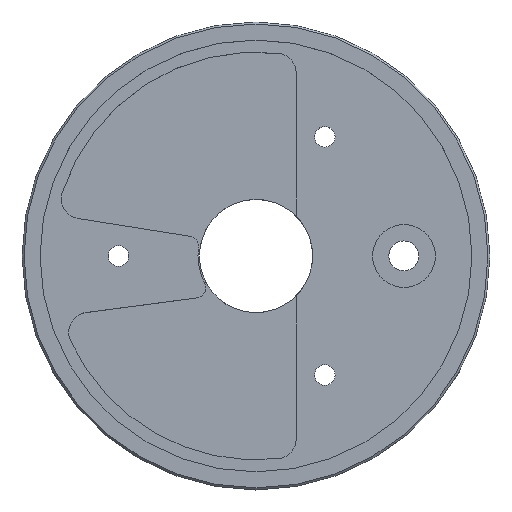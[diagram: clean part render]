
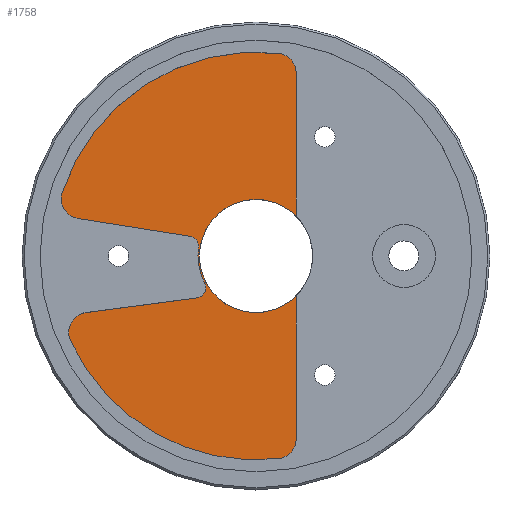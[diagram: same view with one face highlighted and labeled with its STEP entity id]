
A CAD part, top view. The second image highlights one B-rep face of the part: STEP entity #1758.
In plain terms, the highlighted planar face has unit normal (0, 0, 1).
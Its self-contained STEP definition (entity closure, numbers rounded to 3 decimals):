
#19 = VECTOR ( 'NONE', #144, 1000. ) ;
#20 = CARTESIAN_POINT ( 'NONE',  ( -19.664, 1.667, -4.4 ) ) ;
#26 = CARTESIAN_POINT ( 'NONE',  ( -21.895, 21.895, -4.4 ) ) ;
#34 = DIRECTION ( 'NONE',  ( 1., 0., 0. ) ) ;
#53 = DIRECTION ( 'NONE',  ( 0., 0., 1. ) ) ;
#62 = VERTEX_POINT ( 'NONE', #1867 ) ;
#71 = ORIENTED_EDGE ( 'NONE', *, *, #1514, .F. ) ;
#91 = CARTESIAN_POINT ( 'NONE',  ( -27.685, 21.895, -4.4 ) ) ;
#92 = FACE_OUTER_BOUND ( 'NONE', #857, .T. ) ;
#95 = CARTESIAN_POINT ( 'NONE',  ( -17.883, 3.655, -4.4 ) ) ;
#102 = DIRECTION ( 'NONE',  ( 1., 0., 0. ) ) ;
#129 = CARTESIAN_POINT ( 'NONE',  ( -21.895, 21.895, -4.4 ) ) ;
#144 = DIRECTION ( 'NONE',  ( -0.988, 0.157, 0. ) ) ;
#148 = AXIS2_PLACEMENT_3D ( 'NONE', #1525, #758, #1379 ) ;
#149 = CARTESIAN_POINT ( 'NONE',  ( -17.883, 40.135, -4.4 ) ) ;
#160 = AXIS2_PLACEMENT_3D ( 'NONE', #26, #498, #1120 ) ;
#176 = ORIENTED_EDGE ( 'NONE', *, *, #681, .F. ) ;
#179 = CARTESIAN_POINT ( 'NONE',  ( -38.849, 16.253, -4.4 ) ) ;
#181 = AXIS2_PLACEMENT_3D ( 'NONE', #1654, #909, #563 ) ;
#198 = CARTESIAN_POINT ( 'NONE',  ( -17.883, 25.873, -4.4 ) ) ;
#210 = DIRECTION ( 'NONE',  ( 0., 0., 1. ) ) ;
#223 = DIRECTION ( 'NONE',  ( 0.991, 0.131, 0. ) ) ;
#266 = CARTESIAN_POINT ( 'NONE',  ( -17.883, 17.917, -4.4 ) ) ;
#283 = VERTEX_POINT ( 'NONE', #149 ) ;
#292 = EDGE_CURVE ( 'NONE', #754, #1793, #1141, .T. ) ;
#326 = ORIENTED_EDGE ( 'NONE', *, *, #817, .T. ) ;
#335 = CIRCLE ( 'NONE', #1945, 20.351 ) ;
#365 = CARTESIAN_POINT ( 'NONE',  ( -27.761, 17.719, -4.4 ) ) ;
#368 = CIRCLE ( 'NONE', #670, 5.79 ) ;
#392 = VECTOR ( 'NONE', #1129, 1000. ) ;
#403 = DIRECTION ( 'NONE',  ( 1., 0., 0. ) ) ;
#426 = EDGE_CURVE ( 'NONE', #997, #1631, #1463, .T. ) ;
#431 = CARTESIAN_POINT ( 'NONE',  ( -21.895, 21.895, -4.4 ) ) ;
#450 = VERTEX_POINT ( 'NONE', #962 ) ;
#469 = LINE ( 'NONE', #1236, #19 ) ;
#481 = ORIENTED_EDGE ( 'NONE', *, *, #964, .T. ) ;
#482 = VERTEX_POINT ( 'NONE', #973 ) ;
#498 = DIRECTION ( 'NONE',  ( 0., 0., 1. ) ) ;
#517 = VERTEX_POINT ( 'NONE', #91 ) ;
#563 = DIRECTION ( 'NONE',  ( 1., 0., 0. ) ) ;
#564 = DIRECTION ( 'NONE',  ( 0., 0., 1. ) ) ;
#568 = PLANE ( 'NONE',  #1790 ) ;
#585 = VECTOR ( 'NONE', #223, 1000. ) ;
#609 = CIRCLE ( 'NONE', #1355, 1. ) ;
#612 = DIRECTION ( 'NONE',  ( 0., 0., -1. ) ) ;
#639 = CARTESIAN_POINT ( 'NONE',  ( -41.236, 28.227, -4.4 ) ) ;
#643 = CIRCLE ( 'NONE', #160, 20.351 ) ;
#646 = ORIENTED_EDGE ( 'NONE', *, *, #1885, .F. ) ;
#670 = AXIS2_PLACEMENT_3D ( 'NONE', #1799, #1494, #102 ) ;
#675 = DIRECTION ( 'NONE',  ( 1., 0., 0. ) ) ;
#681 = EDGE_CURVE ( 'NONE', #283, #1971, #1578, .T. ) ;
#696 = CARTESIAN_POINT ( 'NONE',  ( -39.335, 27.605, -4.4 ) ) ;
#754 = VERTEX_POINT ( 'NONE', #1302 ) ;
#758 = DIRECTION ( 'NONE',  ( 0., 0., 1. ) ) ;
#817 = EDGE_CURVE ( 'NONE', #283, #1695, #1078, .T. ) ;
#823 = ORIENTED_EDGE ( 'NONE', *, *, #426, .F. ) ;
#830 = EDGE_CURVE ( 'NONE', #1198, #62, #1217, .T. ) ;
#857 = EDGE_LOOP ( 'NONE', ( #481, #1077, #1396, #1749, #1940, #176, #326, #1290, #1254, #646, #892, #1295, #71, #1932, #823, #1804 ) ) ;
#883 = DIRECTION ( 'NONE',  ( 0., 0., -1. ) ) ;
#892 = ORIENTED_EDGE ( 'NONE', *, *, #292, .T. ) ;
#909 = DIRECTION ( 'NONE',  ( 0., 0., -1. ) ) ;
#930 = CIRCLE ( 'NONE', #1249, 5.65 ) ;
#962 = CARTESIAN_POINT ( 'NONE',  ( -17.883, 17.917, -4.4 ) ) ;
#964 = EDGE_CURVE ( 'NONE', #482, #1570, #643, .T. ) ;
#968 = CARTESIAN_POINT ( 'NONE',  ( -21.895, 21.895, -4.4 ) ) ;
#973 = CARTESIAN_POINT ( 'NONE',  ( -40.406, 13.439, -4.4 ) ) ;
#997 = VERTEX_POINT ( 'NONE', #179 ) ;
#1034 = AXIS2_PLACEMENT_3D ( 'NONE', #696, #564, #403 ) ;
#1040 = DIRECTION ( 'NONE',  ( 0., 0., 1. ) ) ;
#1077 = ORIENTED_EDGE ( 'NONE', *, *, #1913, .T. ) ;
#1078 = CIRCLE ( 'NONE', #1336, 2. ) ;
#1107 = VERTEX_POINT ( 'NONE', #1611 ) ;
#1119 = CARTESIAN_POINT ( 'NONE',  ( -17.883, 43.068, -4.4 ) ) ;
#1120 = DIRECTION ( 'NONE',  ( 1., 0., 0. ) ) ;
#1129 = DIRECTION ( 'NONE',  ( 0., -1., 0. ) ) ;
#1141 = CIRCLE ( 'NONE', #1391, 1. ) ;
#1176 = EDGE_CURVE ( 'NONE', #1811, #1631, #609, .T. ) ;
#1181 = DIRECTION ( 'NONE',  ( 1., 0., 0. ) ) ;
#1196 = DIRECTION ( 'NONE',  ( 1., 0., 0. ) ) ;
#1198 = VERTEX_POINT ( 'NONE', #639 ) ;
#1217 = CIRCLE ( 'NONE', #1034, 2. ) ;
#1236 = CARTESIAN_POINT ( 'NONE',  ( -44.117, 26.34, -4.4 ) ) ;
#1245 = CIRCLE ( 'NONE', #1975, 5.79 ) ;
#1249 = AXIS2_PLACEMENT_3D ( 'NONE', #1636, #1808, #1346 ) ;
#1254 = ORIENTED_EDGE ( 'NONE', *, *, #830, .T. ) ;
#1290 = ORIENTED_EDGE ( 'NONE', *, *, #1952, .T. ) ;
#1294 = CARTESIAN_POINT ( 'NONE',  ( -26.12, 17.936, -4.4 ) ) ;
#1295 = ORIENTED_EDGE ( 'NONE', *, *, #1794, .F. ) ;
#1302 = CARTESIAN_POINT ( 'NONE',  ( -28.459, 23.851, -4.4 ) ) ;
#1327 = CIRCLE ( 'NONE', #1359, 2. ) ;
#1336 = AXIS2_PLACEMENT_3D ( 'NONE', #1610, #210, #1460 ) ;
#1344 = CIRCLE ( 'NONE', #181, 5.65 ) ;
#1346 = DIRECTION ( 'NONE',  ( 1., 0., 0. ) ) ;
#1352 = DIRECTION ( 'NONE',  ( 1., 0., 0. ) ) ;
#1354 = DIRECTION ( 'NONE',  ( 0., -1., 0. ) ) ;
#1355 = AXIS2_PLACEMENT_3D ( 'NONE', #1973, #883, #1352 ) ;
#1359 = AXIS2_PLACEMENT_3D ( 'NONE', #1437, #53, #675 ) ;
#1377 = VERTEX_POINT ( 'NONE', #95 ) ;
#1379 = DIRECTION ( 'NONE',  ( 1., 0., 0. ) ) ;
#1391 = AXIS2_PLACEMENT_3D ( 'NONE', #1985, #612, #1558 ) ;
#1393 = EDGE_CURVE ( 'NONE', #997, #482, #1327, .T. ) ;
#1396 = ORIENTED_EDGE ( 'NONE', *, *, #1871, .F. ) ;
#1437 = CARTESIAN_POINT ( 'NONE',  ( -38.587, 14.27, -4.4 ) ) ;
#1460 = DIRECTION ( 'NONE',  ( 1., 0., 0. ) ) ;
#1463 = LINE ( 'NONE', #1294, #585 ) ;
#1473 = LINE ( 'NONE', #266, #1756 ) ;
#1479 = EDGE_CURVE ( 'NONE', #450, #1107, #1344, .T. ) ;
#1494 = DIRECTION ( 'NONE',  ( 0., 0., -1. ) ) ;
#1514 = EDGE_CURVE ( 'NONE', #1811, #517, #1245, .T. ) ;
#1525 = CARTESIAN_POINT ( 'NONE',  ( -19.883, 3.655, -4.4 ) ) ;
#1558 = DIRECTION ( 'NONE',  ( 1., 0., 0. ) ) ;
#1570 = VERTEX_POINT ( 'NONE', #20 ) ;
#1572 = CARTESIAN_POINT ( 'NONE',  ( -19.664, 42.123, -4.4 ) ) ;
#1578 = LINE ( 'NONE', #1119, #392 ) ;
#1610 = CARTESIAN_POINT ( 'NONE',  ( -19.883, 40.135, -4.4 ) ) ;
#1611 = CARTESIAN_POINT ( 'NONE',  ( -27.545, 21.895, -4.4 ) ) ;
#1631 = VERTEX_POINT ( 'NONE', #365 ) ;
#1636 = CARTESIAN_POINT ( 'NONE',  ( -21.895, 21.895, -4.4 ) ) ;
#1654 = CARTESIAN_POINT ( 'NONE',  ( -21.895, 21.895, -4.4 ) ) ;
#1659 = CIRCLE ( 'NONE', #148, 2. ) ;
#1662 = DIRECTION ( 'NONE',  ( 0., 0., -1. ) ) ;
#1695 = VERTEX_POINT ( 'NONE', #1572 ) ;
#1749 = ORIENTED_EDGE ( 'NONE', *, *, #1479, .T. ) ;
#1756 = VECTOR ( 'NONE', #1354, 1000. ) ;
#1758 = ADVANCED_FACE ( 'NONE', ( #92 ), #568, .T. ) ;
#1768 = EDGE_CURVE ( 'NONE', #1107, #1971, #930, .T. ) ;
#1790 = AXIS2_PLACEMENT_3D ( 'NONE', #129, #1040, #1196 ) ;
#1793 = VERTEX_POINT ( 'NONE', #1815 ) ;
#1794 = EDGE_CURVE ( 'NONE', #517, #1793, #368, .T. ) ;
#1799 = CARTESIAN_POINT ( 'NONE',  ( -21.895, 21.895, -4.4 ) ) ;
#1804 = ORIENTED_EDGE ( 'NONE', *, *, #1393, .T. ) ;
#1808 = DIRECTION ( 'NONE',  ( 0., 0., -1. ) ) ;
#1811 = VERTEX_POINT ( 'NONE', #1968 ) ;
#1815 = CARTESIAN_POINT ( 'NONE',  ( -27.626, 22.72, -4.4 ) ) ;
#1867 = CARTESIAN_POINT ( 'NONE',  ( -39.649, 25.63, -4.4 ) ) ;
#1871 = EDGE_CURVE ( 'NONE', #450, #1377, #1473, .T. ) ;
#1879 = DIRECTION ( 'NONE',  ( 0., 0., 1. ) ) ;
#1885 = EDGE_CURVE ( 'NONE', #754, #62, #469, .T. ) ;
#1913 = EDGE_CURVE ( 'NONE', #1570, #1377, #1659, .T. ) ;
#1932 = ORIENTED_EDGE ( 'NONE', *, *, #1176, .T. ) ;
#1940 = ORIENTED_EDGE ( 'NONE', *, *, #1768, .T. ) ;
#1945 = AXIS2_PLACEMENT_3D ( 'NONE', #968, #1879, #34 ) ;
#1952 = EDGE_CURVE ( 'NONE', #1695, #1198, #335, .T. ) ;
#1968 = CARTESIAN_POINT ( 'NONE',  ( -27.009, 19.179, -4.4 ) ) ;
#1971 = VERTEX_POINT ( 'NONE', #198 ) ;
#1973 = CARTESIAN_POINT ( 'NONE',  ( -27.892, 18.71, -4.4 ) ) ;
#1975 = AXIS2_PLACEMENT_3D ( 'NONE', #431, #1662, #1181 ) ;
#1985 = CARTESIAN_POINT ( 'NONE',  ( -28.616, 22.863, -4.4 ) ) ;
